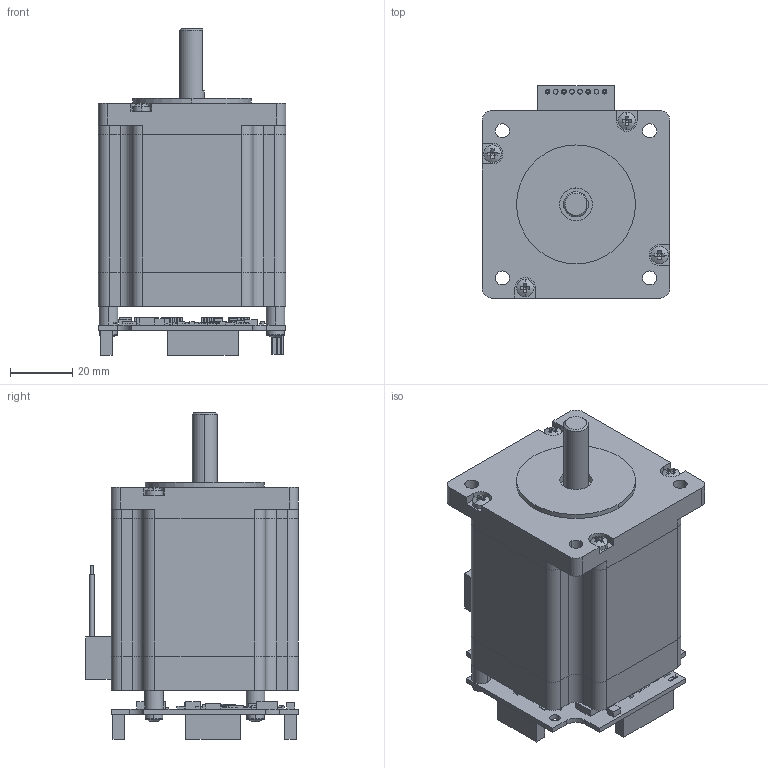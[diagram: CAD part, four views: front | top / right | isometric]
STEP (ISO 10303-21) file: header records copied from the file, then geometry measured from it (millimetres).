
FILE_DESCRIPTION (( 'STEP AP214' ), '1' );
FILE_NAME ('PD60-3-1161.STEP', '2016-10-17T08:12:01', ( 'Pearu Orusalu' ), ( 'Microsoft' ), 'SwSTEP 2.0', 'SolidWorks 2016', '' );
FILE_SCHEMA (( 'AUTOMOTIVE_DESIGN' ));
Length unit declared in the file: millimetre
Products named in the file (4): pan head cross recess screw_iso_ISO 7045 - M3 x 10 - Z - 10C; TMCM-1161_V10; NEMA24-60sh45-2804af001_reva_PD60-3-1161; PD60-3-1161
Assembly tree (4 placements, depth 2):
  PD60-3-1161
    NEMA24-60sh45-2804af001_reva_PD60-3-1161
    TMCM-1161_V10
    pan head cross recess screw_iso_ISO 7045 - M3 x 10 - Z - 10C  x2
Bounding box: 60 x 68.15 x 104.72 mm (x, y, z)
Volume: 220740.2 mm3; surface area: 34477.5 mm2
Topology: 4 solids, 4 shells, 1075 faces, 2639 edges, 1693 vertices
Faces by surface type: plane 892, cylinder 138, cone 25, bspline 8, torus 8, sphere 4
Entity records: 40987 total; most frequent: CARTESIAN_POINT 5576, ORIENTED_EDGE 5070, DIRECTION 4833, EDGE_CURVE 2535, LINE 2149, VECTOR 2149, VERTEX_POINT 1633, AXIS2_PLACEMENT_3D 1342
